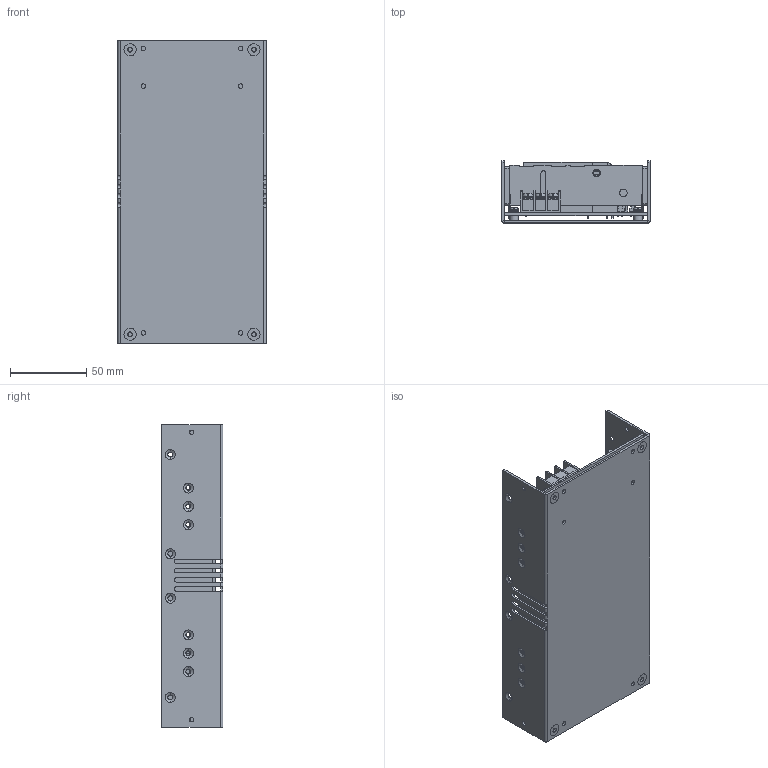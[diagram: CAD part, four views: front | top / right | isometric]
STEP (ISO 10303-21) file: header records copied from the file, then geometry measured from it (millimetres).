
FILE_DESCRIPTION((''),'2;1');
FILE_NAME('MPM-815H_ASM','2017-08-31T',('Abe'),(''),'PRO/ENGINEER BY PARAMETRIC TECHNOLOGY CORPORATION, 2011080','PRO/ENGINEER BY PARAMETRIC TECHNOLOGY CORPORATION, 2011080','');
FILE_SCHEMA(('CONFIG_CONTROL_DESIGN'));
Length unit declared in the file: millimetre
Products named in the file (18): 831-815D-1; NUT_5MM; 831-815D-1_ASM; 850-815H; 707-DT35-03; 707-DT35-08; 800-815H-2; HEAT_SINK_PIN; 800-815H-2_ASM; 800-815H-1; 800-815H-1_ASM; 800-815H-4; 800-815H-3; 800-815H-3_ASM; 710-2512-02; 360-815H-01; 790-923A; MPM-815H_ASM
Assembly tree (35 placements, depth 3):
  MPM-815H_ASM
    831-815D-1_ASM
      831-815D-1
      NUT_5MM  x4
    850-815H
    707-DT35-03
    707-DT35-08
    800-815H-2_ASM
      800-815H-2
      HEAT_SINK_PIN  x3
    800-815H-1_ASM
      800-815H-1
      HEAT_SINK_PIN  x4
    800-815H-4
    800-815H-3_ASM
      800-815H-3
      HEAT_SINK_PIN  x3
    710-2512-02  x4
    360-815H-01
    790-923A  x4
Bounding box: 97 x 40.5 x 198 mm (x, y, z)
Volume: 201622.6 mm3; surface area: 160106.1 mm2
Topology: 42 solids, 42 shells, 1924 faces, 5068 edges, 3236 vertices
Faces by surface type: plane 1491, cylinder 337, cone 66, bspline 22, torus 8
Entity records: 47155 total; most frequent: CARTESIAN_POINT 9529, ORIENTED_EDGE 7832, DIRECTION 7630, EDGE_CURVE 3916, VECTOR 2976, LINE 2976, VERTEX_POINT 2486, AXIS2_PLACEMENT_3D 2327
